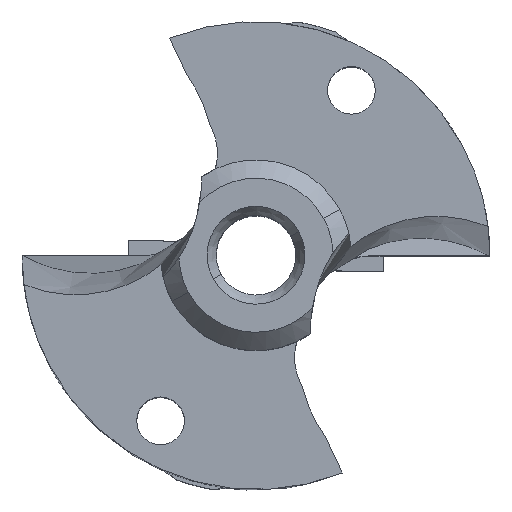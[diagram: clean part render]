
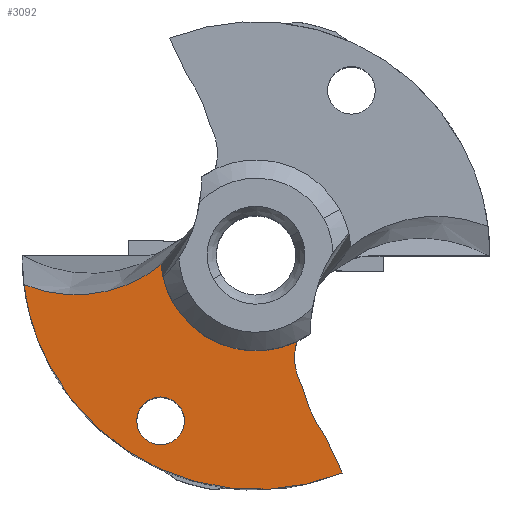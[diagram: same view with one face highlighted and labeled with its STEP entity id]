
A CAD part, top view. The second image highlights one B-rep face of the part: STEP entity #3092.
In plain terms, the highlighted planar face has unit normal (0, 0, 1).
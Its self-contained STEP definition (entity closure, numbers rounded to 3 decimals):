
#281=AXIS2_PLACEMENT_3D('Circle Axis2P3D',#279,#280,$) ;
#830=AXIS2_PLACEMENT_3D('Circle Axis2P3D',#828,#829,$) ;
#849=AXIS2_PLACEMENT_3D('Circle Axis2P3D',#847,#848,$) ;
#2043=AXIS2_PLACEMENT_3D('Circle Axis2P3D',#2041,#2042,$) ;
#2698=AXIS2_PLACEMENT_3D('Plane Axis2P3D',#2695,#2696,#2697) ;
#2930=AXIS2_PLACEMENT_3D('Circle Axis2P3D',#2928,#2929,$) ;
#3074=AXIS2_PLACEMENT_3D('Circle Axis2P3D',#3072,#3073,$) ;
#276=CARTESIAN_POINT('Vertex',(-11.189,-6.113,0.)) ;
#279=CARTESIAN_POINT('Axis2P3D Location',(0.,0.,0.)) ;
#283=CARTESIAN_POINT('Vertex',(-12.651,-1.585,0.)) ;
#424=CARTESIAN_POINT('Vertex',(2.409,-6.922,0.)) ;
#428=CARTESIAN_POINT('Control Point',(2.409,-6.922,0.)) ;
#429=CARTESIAN_POINT('Control Point',(2.435,-6.977,0.)) ;
#430=CARTESIAN_POINT('Control Point',(2.461,-7.033,0.)) ;
#431=CARTESIAN_POINT('Control Point',(2.487,-7.089,0.)) ;
#432=CARTESIAN_POINT('Control Point',(2.513,-7.145,0.)) ;
#433=CARTESIAN_POINT('Control Point',(2.539,-7.201,0.)) ;
#434=CARTESIAN_POINT('Vertex',(2.539,-7.201,0.)) ;
#456=CARTESIAN_POINT('Vertex',(3.772,-9.844,0.)) ;
#460=CARTESIAN_POINT('Control Point',(3.772,-9.844,0.)) ;
#461=CARTESIAN_POINT('Control Point',(3.959,-10.245,0.)) ;
#462=CARTESIAN_POINT('Control Point',(4.146,-10.646,0.)) ;
#463=CARTESIAN_POINT('Control Point',(4.333,-11.047,0.)) ;
#464=CARTESIAN_POINT('Control Point',(4.52,-11.448,0.)) ;
#465=CARTESIAN_POINT('Control Point',(4.707,-11.849,0.)) ;
#466=CARTESIAN_POINT('Vertex',(4.707,-11.849,0.)) ;
#622=CARTESIAN_POINT('Control Point',(-12.651,-1.585,0.)) ;
#623=CARTESIAN_POINT('Control Point',(-11.246,-2.165,0.)) ;
#624=CARTESIAN_POINT('Control Point',(-9.624,-2.41,0.)) ;
#625=CARTESIAN_POINT('Control Point',(-7.922,-2.172,0.)) ;
#626=CARTESIAN_POINT('Control Point',(-6.406,-1.482,0.)) ;
#627=CARTESIAN_POINT('Control Point',(-5.176,-0.499,0.)) ;
#628=CARTESIAN_POINT('Vertex',(-5.176,-0.499,0.)) ;
#825=CARTESIAN_POINT('Vertex',(-5.2,-7.707,0.)) ;
#828=CARTESIAN_POINT('Axis2P3D Location',(-5.2,-9.007,0.)) ;
#832=CARTESIAN_POINT('Vertex',(-5.2,-10.307,0.)) ;
#847=CARTESIAN_POINT('Axis2P3D Location',(-5.2,-9.007,0.)) ;
#881=CARTESIAN_POINT('Control Point',(3.772,-9.844,0.)) ;
#882=CARTESIAN_POINT('Control Point',(3.197,-9.063,0.)) ;
#883=CARTESIAN_POINT('Control Point',(2.772,-8.154,0.)) ;
#884=CARTESIAN_POINT('Control Point',(2.539,-7.201,0.)) ;
#2038=CARTESIAN_POINT('Vertex',(-4.563,-2.493,0.)) ;
#2041=CARTESIAN_POINT('Axis2P3D Location',(0.,0.,0.)) ;
#2045=CARTESIAN_POINT('Vertex',(2.216,-4.704,0.)) ;
#2695=CARTESIAN_POINT('Axis2P3D Location',(12.75,0.,0.)) ;
#2928=CARTESIAN_POINT('Axis2P3D Location',(0.,0.,0.)) ;
#3004=CARTESIAN_POINT('Control Point',(2.409,-6.922,0.)) ;
#3005=CARTESIAN_POINT('Control Point',(2.176,-6.421,0.)) ;
#3006=CARTESIAN_POINT('Control Point',(2.05,-5.855,0.)) ;
#3007=CARTESIAN_POINT('Control Point',(2.065,-5.264,0.)) ;
#3008=CARTESIAN_POINT('Control Point',(2.216,-4.704,0.)) ;
#3072=CARTESIAN_POINT('Axis2P3D Location',(0.,0.,0.)) ;
#280=DIRECTION('Axis2P3D Direction',(0.,0.,1.)) ;
#829=DIRECTION('Axis2P3D Direction',(-0.,0.,-1.)) ;
#848=DIRECTION('Axis2P3D Direction',(-0.,0.,-1.)) ;
#2042=DIRECTION('Axis2P3D Direction',(0.,0.,1.)) ;
#2696=DIRECTION('Axis2P3D Direction',(0.,0.,1.)) ;
#2697=DIRECTION('Axis2P3D XDirection',(1.,0.,0.)) ;
#2929=DIRECTION('Axis2P3D Direction',(0.,0.,1.)) ;
#3073=DIRECTION('Axis2P3D Direction',(0.,0.,1.)) ;
#3078=ORIENTED_EDGE('',*,*,#885,.T.) ;
#3079=ORIENTED_EDGE('',*,*,#436,.F.) ;
#3080=ORIENTED_EDGE('',*,*,#3009,.T.) ;
#3081=ORIENTED_EDGE('',*,*,#2047,.F.) ;
#3082=ORIENTED_EDGE('',*,*,#2932,.F.) ;
#3083=ORIENTED_EDGE('',*,*,#630,.F.) ;
#3084=ORIENTED_EDGE('',*,*,#285,.T.) ;
#3085=ORIENTED_EDGE('',*,*,#3076,.T.) ;
#3086=ORIENTED_EDGE('',*,*,#468,.F.) ;
#3089=ORIENTED_EDGE('',*,*,#834,.T.) ;
#3090=ORIENTED_EDGE('',*,*,#851,.T.) ;
#3091=FACE_BOUND('',#3088,.T.) ;
#3092=ADVANCED_FACE('NOCUT',(#3087,#3091),#2699,.T.) ;
#427=B_SPLINE_CURVE_WITH_KNOTS('',5,(#428,#429,#430,#431,#432,#433),.UNSPECIFIED.,.F.,.U.,(6,6),(-3.215,-2.907),.UNSPECIFIED.) ;
#459=B_SPLINE_CURVE_WITH_KNOTS('',5,(#460,#461,#462,#463,#464,#465),.UNSPECIFIED.,.F.,.U.,(6,6),(0.009,2.222),.UNSPECIFIED.) ;
#621=B_SPLINE_CURVE_WITH_KNOTS('',5,(#622,#623,#624,#625,#626,#627),.UNSPECIFIED.,.F.,.U.,(6,6),(0.158,11.309),.UNSPECIFIED.) ;
#880=B_SPLINE_CURVE_WITH_KNOTS('',3,(#881,#882,#883,#884),.UNSPECIFIED.,.F.,.U.,(4,4),(4.442,8.533),.UNSPECIFIED.) ;
#3003=B_SPLINE_CURVE_WITH_KNOTS('',4,(#3004,#3005,#3006,#3007,#3008),.UNSPECIFIED.,.F.,.U.,(5,5),(0.,3.264),.UNSPECIFIED.) ;
#282=CIRCLE('generated circle',#281,12.75) ;
#831=CIRCLE('generated circle',#830,1.3) ;
#850=CIRCLE('generated circle',#849,1.3) ;
#2044=CIRCLE('generated circle',#2043,5.2) ;
#2931=CIRCLE('generated circle',#2930,5.2) ;
#3075=CIRCLE('generated circle',#3074,12.75) ;
#285=EDGE_CURVE('',#284,#277,#282,.T.) ;
#436=EDGE_CURVE('',#425,#435,#427,.T.) ;
#468=EDGE_CURVE('',#457,#467,#459,.T.) ;
#630=EDGE_CURVE('',#284,#629,#621,.T.) ;
#834=EDGE_CURVE('',#833,#826,#831,.T.) ;
#851=EDGE_CURVE('',#826,#833,#850,.T.) ;
#885=EDGE_CURVE('',#457,#435,#880,.T.) ;
#2047=EDGE_CURVE('',#2039,#2046,#2044,.T.) ;
#2932=EDGE_CURVE('',#629,#2039,#2931,.T.) ;
#3009=EDGE_CURVE('',#425,#2046,#3003,.T.) ;
#3076=EDGE_CURVE('',#277,#467,#3075,.T.) ;
#3077=EDGE_LOOP('',(#3078,#3079,#3080,#3081,#3082,#3083,#3084,#3085,#3086)) ;
#3088=EDGE_LOOP('',(#3089,#3090)) ;
#3087=FACE_OUTER_BOUND('',#3077,.T.) ;
#2699=PLANE('',#2698) ;
#277=VERTEX_POINT('',#276) ;
#284=VERTEX_POINT('',#283) ;
#425=VERTEX_POINT('',#424) ;
#435=VERTEX_POINT('',#434) ;
#457=VERTEX_POINT('',#456) ;
#467=VERTEX_POINT('',#466) ;
#629=VERTEX_POINT('',#628) ;
#826=VERTEX_POINT('',#825) ;
#833=VERTEX_POINT('',#832) ;
#2039=VERTEX_POINT('',#2038) ;
#2046=VERTEX_POINT('',#2045) ;
